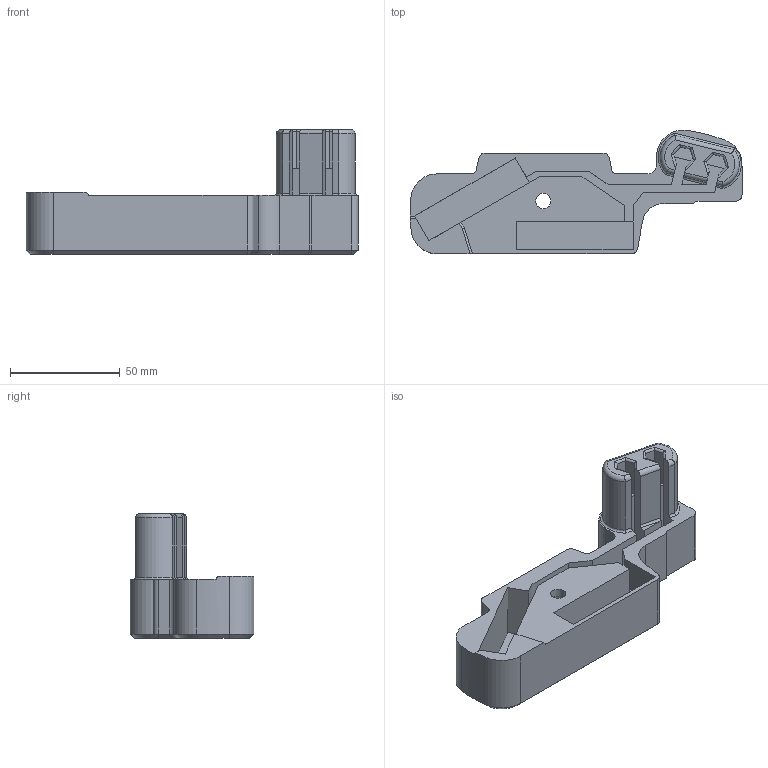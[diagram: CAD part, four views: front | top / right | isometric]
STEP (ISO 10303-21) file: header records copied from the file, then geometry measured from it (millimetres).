
FILE_DESCRIPTION(/* description */ (''),/* implementation_level */ '2;1');
FILE_NAME(/* name */ 'F601 battery grip.step',/* time_stamp */ '2021-10-16T17:12:33+02:00',/* author */ (''),/* organization */ (''),/* preprocessor_version */ 'ST-DEVELOPER v18.1',/* originating_system */ 'Autodesk Translation Framework v10.10.0.1391',/* authorisation */ '');
FILE_SCHEMA (('AUTOMOTIVE_DESIGN { 1 0 10303 214 3 1 1 }'));
Length unit declared in the file: millimetre
Products named in the file (1): GRIP
Bounding box: 151.46 x 56.5 x 57 mm (x, y, z)
Volume: 119293.9 mm3; surface area: 36871.3 mm2
Topology: 1 solids, 1 shells, 134 faces, 348 edges, 217 vertices
Faces by surface type: plane 77, cylinder 37, cone 16, torus 4
Full cylindrical faces by diameter (mm): 7 x1, 14 x1
Entity records: 4169 total; most frequent: CARTESIAN_POINT 830, ORIENTED_EDGE 696, DIRECTION 684, EDGE_CURVE 348, LINE 252, VECTOR 252, VERTEX_POINT 217, AXIS2_PLACEMENT_3D 216
